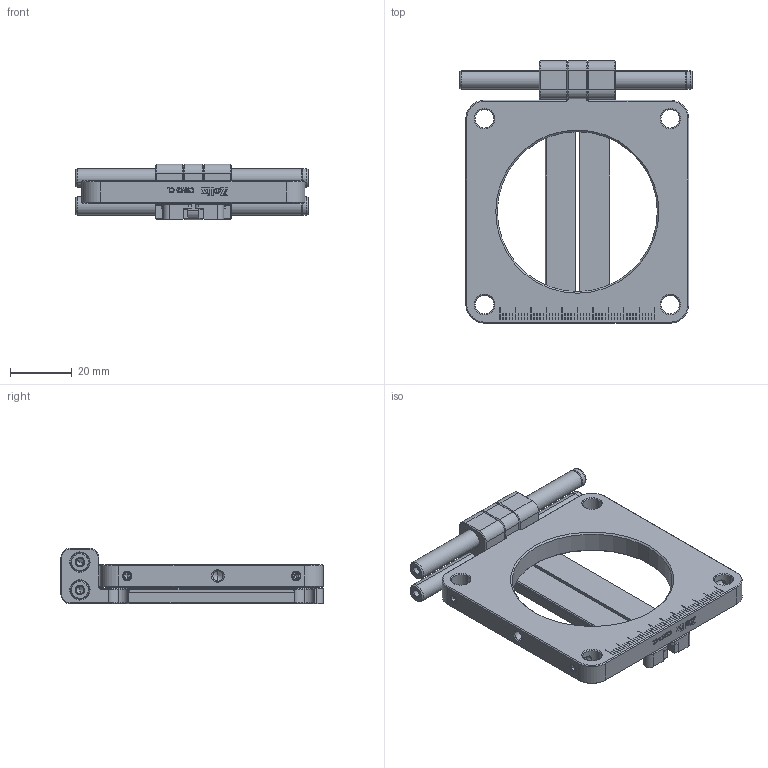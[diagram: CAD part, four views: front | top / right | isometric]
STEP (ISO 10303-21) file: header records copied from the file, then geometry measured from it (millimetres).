
FILE_DESCRIPTION (( 'STEP AP203' ), '1' );
FILE_NAME ('CSM2-CL.STEP', '2025-08-12T03:05:58', ( '' ), ( '' ), 'SwSTEP 2.0', 'SolidWorks 2020', '' );
FILE_SCHEMA (( 'CONFIG_CONTROL_DESIGN' ));
Length unit declared in the file: millimetre
Products named in the file (1): CSM2-CL
Bounding box: 75 x 84.7 x 18 mm (x, y, z)
Volume: 34457.8 mm3; surface area: 22011.7 mm2
Topology: 17 solids, 17 shells, 1403 faces, 3474 edges, 2185 vertices
Faces by surface type: plane 987, cone 228, cylinder 126, bspline 62
Entity records: 44945 total; most frequent: CARTESIAN_POINT 11965, ORIENTED_EDGE 6848, DIRECTION 6440, EDGE_CURVE 3424, VECTOR 2740, LINE 2740, VERTEX_POINT 2185, AXIS2_PLACEMENT_3D 1850
